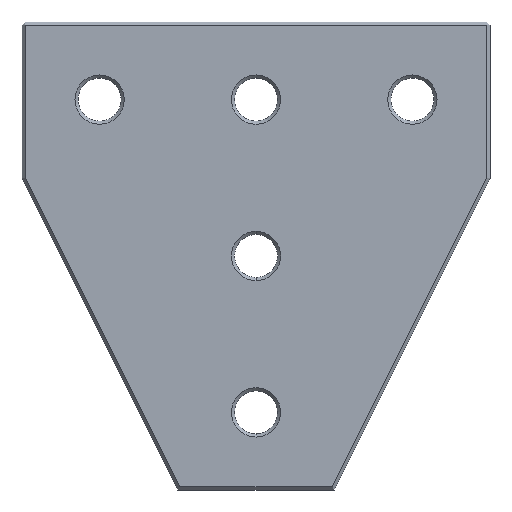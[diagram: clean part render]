
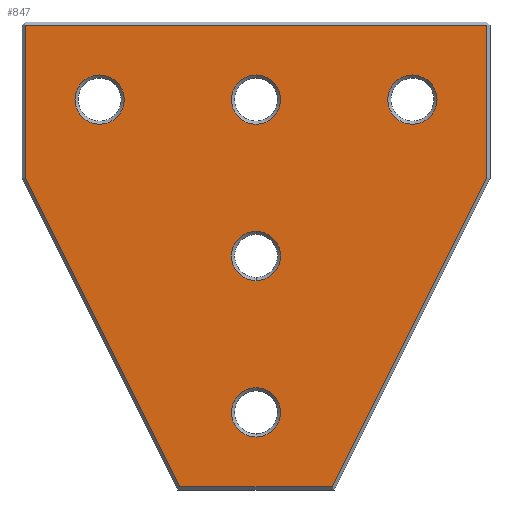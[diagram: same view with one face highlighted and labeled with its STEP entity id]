
A CAD part, front view. The second image highlights one B-rep face of the part: STEP entity #847.
In plain terms, the highlighted planar face has unit normal (0, -1, 0).
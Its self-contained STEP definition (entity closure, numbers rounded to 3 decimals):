
#3 = DIRECTION ( 'NONE',  ( 0., 0., 1. ) ) ;
#19 = EDGE_LOOP ( 'NONE', ( #1270, #282 ) ) ;
#32 = EDGE_CURVE ( 'NONE', #131, #335, #1234, .T. ) ;
#34 = CARTESIAN_POINT ( 'NONE',  ( 0., 0., 21.4 ) ) ;
#42 = AXIS2_PLACEMENT_3D ( 'NONE', #1574, #120, #3 ) ;
#51 = DIRECTION ( 'NONE',  ( 0., 0., 1. ) ) ;
#54 = VERTEX_POINT ( 'NONE', #545 ) ;
#88 = VERTEX_POINT ( 'NONE', #1547 ) ;
#92 = CARTESIAN_POINT ( 'NONE',  ( 25.4, 0., 25.4 ) ) ;
#97 = PLANE ( 'NONE',  #1177 ) ;
#104 = CARTESIAN_POINT ( 'NONE',  ( 37.5, 0., 38. ) ) ;
#112 = DIRECTION ( 'NONE',  ( 0., 0., 1. ) ) ;
#114 = VECTOR ( 'NONE', #1211, 1000. ) ;
#120 = DIRECTION ( 'NONE',  ( 0., 1., 0. ) ) ;
#123 = DIRECTION ( 'NONE',  ( 0., 1., 0. ) ) ;
#129 = VERTEX_POINT ( 'NONE', #1101 ) ;
#131 = VERTEX_POINT ( 'NONE', #211 ) ;
#132 = LINE ( 'NONE', #104, #241 ) ;
#136 = VERTEX_POINT ( 'NONE', #824 ) ;
#146 = CARTESIAN_POINT ( 'NONE',  ( -37.5, 0., 38. ) ) ;
#148 = EDGE_CURVE ( 'NONE', #136, #771, #846, .T. ) ;
#158 = VERTEX_POINT ( 'NONE', #1219 ) ;
#175 = CARTESIAN_POINT ( 'NONE',  ( 0., 0., 0. ) ) ;
#196 = DIRECTION ( 'NONE',  ( 0., 0., 1. ) ) ;
#202 = VERTEX_POINT ( 'NONE', #1573 ) ;
#211 = CARTESIAN_POINT ( 'NONE',  ( 0., 0., 29.4 ) ) ;
#223 = CARTESIAN_POINT ( 'NONE',  ( 0., 0., 25.4 ) ) ;
#241 = VECTOR ( 'NONE', #613, 1000. ) ;
#243 = EDGE_CURVE ( 'NONE', #408, #1059, #1201, .T. ) ;
#259 = ORIENTED_EDGE ( 'NONE', *, *, #32, .T. ) ;
#261 = CARTESIAN_POINT ( 'NONE',  ( 25.4, 0., 29.4 ) ) ;
#270 = DIRECTION ( 'NONE',  ( 0., 0., 1. ) ) ;
#274 = ORIENTED_EDGE ( 'NONE', *, *, #748, .T. ) ;
#277 = EDGE_CURVE ( 'NONE', #158, #638, #616, .T. ) ;
#282 = ORIENTED_EDGE ( 'NONE', *, *, #1195, .T. ) ;
#334 = DIRECTION ( 'NONE',  ( 0., 1., 0. ) ) ;
#335 = VERTEX_POINT ( 'NONE', #34 ) ;
#348 = CIRCLE ( 'NONE', #42, 4. ) ;
#349 = CARTESIAN_POINT ( 'NONE',  ( 0., 0., -25.4 ) ) ;
#352 = EDGE_CURVE ( 'NONE', #54, #158, #1140, .T. ) ;
#365 = DIRECTION ( 'NONE',  ( 0., 1., 0. ) ) ;
#382 = AXIS2_PLACEMENT_3D ( 'NONE', #1524, #447, #196 ) ;
#405 = EDGE_LOOP ( 'NONE', ( #759, #1492 ) ) ;
#408 = VERTEX_POINT ( 'NONE', #1205 ) ;
#442 = CARTESIAN_POINT ( 'NONE',  ( 50.7, 0., 38. ) ) ;
#447 = DIRECTION ( 'NONE',  ( 0., 1., 0. ) ) ;
#462 = EDGE_CURVE ( 'NONE', #1059, #408, #1097, .T. ) ;
#484 = CARTESIAN_POINT ( 'NONE',  ( -25.4, 0., 25.4 ) ) ;
#502 = CIRCLE ( 'NONE', #1204, 4. ) ;
#503 = LINE ( 'NONE', #996, #1460 ) ;
#513 = EDGE_CURVE ( 'NONE', #638, #882, #1514, .T. ) ;
#522 = DIRECTION ( 'NONE',  ( 0., 0., -1. ) ) ;
#524 = ORIENTED_EDGE ( 'NONE', *, *, #1077, .T. ) ;
#544 = EDGE_CURVE ( 'NONE', #335, #131, #579, .T. ) ;
#545 = CARTESIAN_POINT ( 'NONE',  ( 37.5, 0., 37.5 ) ) ;
#553 = FACE_OUTER_BOUND ( 'NONE', #856, .T. ) ;
#579 = CIRCLE ( 'NONE', #1531, 4. ) ;
#580 = CIRCLE ( 'NONE', #711, 4. ) ;
#583 = DIRECTION ( 'NONE',  ( 0., 0., 1. ) ) ;
#593 = CARTESIAN_POINT ( 'NONE',  ( -37.5, 0., 12.718 ) ) ;
#598 = LINE ( 'NONE', #1090, #114 ) ;
#611 = CARTESIAN_POINT ( 'NONE',  ( 0., 0., 0. ) ) ;
#613 = DIRECTION ( 'NONE',  ( 0., 0., 1. ) ) ;
#616 = LINE ( 'NONE', #146, #788 ) ;
#628 = AXIS2_PLACEMENT_3D ( 'NONE', #1083, #334, #51 ) ;
#631 = CIRCLE ( 'NONE', #838, 4. ) ;
#638 = VERTEX_POINT ( 'NONE', #593 ) ;
#643 = CARTESIAN_POINT ( 'NONE',  ( 0., 0., -29.4 ) ) ;
#659 = FACE_BOUND ( 'NONE', #866, .T. ) ;
#674 = DIRECTION ( 'NONE',  ( 0., 1., 0. ) ) ;
#692 = EDGE_LOOP ( 'NONE', ( #1158, #274 ) ) ;
#702 = DIRECTION ( 'NONE',  ( 0., 1., 0. ) ) ;
#711 = AXIS2_PLACEMENT_3D ( 'NONE', #1485, #1259, #1144 ) ;
#748 = EDGE_CURVE ( 'NONE', #202, #1172, #631, .T. ) ;
#750 = VERTEX_POINT ( 'NONE', #643 ) ;
#759 = ORIENTED_EDGE ( 'NONE', *, *, #1425, .T. ) ;
#771 = VERTEX_POINT ( 'NONE', #261 ) ;
#772 = DIRECTION ( 'NONE',  ( 1., 0., 0. ) ) ;
#780 = CARTESIAN_POINT ( 'NONE',  ( 0., 0., -4. ) ) ;
#783 = DIRECTION ( 'NONE',  ( 0.447, 0., -0.894 ) ) ;
#788 = VECTOR ( 'NONE', #522, 1000. ) ;
#812 = VECTOR ( 'NONE', #1488, 1000. ) ;
#824 = CARTESIAN_POINT ( 'NONE',  ( 25.4, 0., 21.4 ) ) ;
#838 = AXIS2_PLACEMENT_3D ( 'NONE', #175, #912, #270 ) ;
#846 = CIRCLE ( 'NONE', #999, 4. ) ;
#847 = ADVANCED_FACE ( 'NONE', ( #659, #903, #1400, #1154, #877, #553 ), #97, .F. ) ;
#856 = EDGE_LOOP ( 'NONE', ( #1248, #1431, #1530, #1060, #1143, #524 ) ) ;
#866 = EDGE_LOOP ( 'NONE', ( #1509, #957 ) ) ;
#877 = FACE_BOUND ( 'NONE', #946, .T. ) ;
#879 = CARTESIAN_POINT ( 'NONE',  ( 50.7, 0., 37.5 ) ) ;
#882 = VERTEX_POINT ( 'NONE', #1447 ) ;
#903 = FACE_BOUND ( 'NONE', #692, .T. ) ;
#912 = DIRECTION ( 'NONE',  ( 0., 1., 0. ) ) ;
#933 = VERTEX_POINT ( 'NONE', #1430 ) ;
#946 = EDGE_LOOP ( 'NONE', ( #1197, #259 ) ) ;
#957 = ORIENTED_EDGE ( 'NONE', *, *, #243, .T. ) ;
#963 = AXIS2_PLACEMENT_3D ( 'NONE', #484, #974, #1345 ) ;
#974 = DIRECTION ( 'NONE',  ( 0., 1., 0. ) ) ;
#996 = CARTESIAN_POINT ( 'NONE',  ( 50.7, 0., -37.5 ) ) ;
#999 = AXIS2_PLACEMENT_3D ( 'NONE', #92, #702, #583 ) ;
#1049 = EDGE_CURVE ( 'NONE', #129, #750, #502, .T. ) ;
#1050 = AXIS2_PLACEMENT_3D ( 'NONE', #611, #1220, #112 ) ;
#1059 = VERTEX_POINT ( 'NONE', #1348 ) ;
#1060 = ORIENTED_EDGE ( 'NONE', *, *, #1266, .T. ) ;
#1072 = VECTOR ( 'NONE', #783, 1000. ) ;
#1077 = EDGE_CURVE ( 'NONE', #88, #54, #132, .T. ) ;
#1083 = CARTESIAN_POINT ( 'NONE',  ( -25.4, 0., 25.4 ) ) ;
#1090 = CARTESIAN_POINT ( 'NONE',  ( 50.253, 0., 38.224 ) ) ;
#1097 = CIRCLE ( 'NONE', #628, 4. ) ;
#1101 = CARTESIAN_POINT ( 'NONE',  ( 0., 0., -21.4 ) ) ;
#1106 = EDGE_CURVE ( 'NONE', #933, #88, #598, .T. ) ;
#1140 = LINE ( 'NONE', #879, #812 ) ;
#1143 = ORIENTED_EDGE ( 'NONE', *, *, #1106, .T. ) ;
#1144 = DIRECTION ( 'NONE',  ( 0., 0., 1. ) ) ;
#1154 = FACE_BOUND ( 'NONE', #19, .T. ) ;
#1158 = ORIENTED_EDGE ( 'NONE', *, *, #1433, .T. ) ;
#1172 = VERTEX_POINT ( 'NONE', #780 ) ;
#1177 = AXIS2_PLACEMENT_3D ( 'NONE', #442, #674, #1310 ) ;
#1179 = CIRCLE ( 'NONE', #1050, 4. ) ;
#1187 = CARTESIAN_POINT ( 'NONE',  ( -29.973, 0., -2.336 ) ) ;
#1195 = EDGE_CURVE ( 'NONE', #771, #136, #580, .T. ) ;
#1197 = ORIENTED_EDGE ( 'NONE', *, *, #544, .T. ) ;
#1201 = CIRCLE ( 'NONE', #963, 4. ) ;
#1204 = AXIS2_PLACEMENT_3D ( 'NONE', #349, #123, #1333 ) ;
#1205 = CARTESIAN_POINT ( 'NONE',  ( -25.4, 0., 29.4 ) ) ;
#1211 = DIRECTION ( 'NONE',  ( 0.447, 0., 0.894 ) ) ;
#1218 = DIRECTION ( 'NONE',  ( 0., 0., 1. ) ) ;
#1219 = CARTESIAN_POINT ( 'NONE',  ( -37.5, 0., 37.5 ) ) ;
#1220 = DIRECTION ( 'NONE',  ( 0., 1., 0. ) ) ;
#1234 = CIRCLE ( 'NONE', #382, 4. ) ;
#1248 = ORIENTED_EDGE ( 'NONE', *, *, #352, .T. ) ;
#1259 = DIRECTION ( 'NONE',  ( 0., 1., 0. ) ) ;
#1266 = EDGE_CURVE ( 'NONE', #882, #933, #503, .T. ) ;
#1270 = ORIENTED_EDGE ( 'NONE', *, *, #148, .T. ) ;
#1310 = DIRECTION ( 'NONE',  ( 1., 0., 0. ) ) ;
#1333 = DIRECTION ( 'NONE',  ( 0., 0., 1. ) ) ;
#1345 = DIRECTION ( 'NONE',  ( 0., 0., 1. ) ) ;
#1348 = CARTESIAN_POINT ( 'NONE',  ( -25.4, 0., 21.4 ) ) ;
#1400 = FACE_BOUND ( 'NONE', #405, .T. ) ;
#1425 = EDGE_CURVE ( 'NONE', #750, #129, #348, .T. ) ;
#1430 = CARTESIAN_POINT ( 'NONE',  ( 12.391, 0., -37.5 ) ) ;
#1431 = ORIENTED_EDGE ( 'NONE', *, *, #277, .T. ) ;
#1433 = EDGE_CURVE ( 'NONE', #1172, #202, #1179, .T. ) ;
#1447 = CARTESIAN_POINT ( 'NONE',  ( -12.391, 0., -37.5 ) ) ;
#1460 = VECTOR ( 'NONE', #772, 1000. ) ;
#1485 = CARTESIAN_POINT ( 'NONE',  ( 25.4, 0., 25.4 ) ) ;
#1488 = DIRECTION ( 'NONE',  ( -1., 0., 0. ) ) ;
#1492 = ORIENTED_EDGE ( 'NONE', *, *, #1049, .T. ) ;
#1509 = ORIENTED_EDGE ( 'NONE', *, *, #462, .T. ) ;
#1514 = LINE ( 'NONE', #1187, #1072 ) ;
#1524 = CARTESIAN_POINT ( 'NONE',  ( 0., 0., 25.4 ) ) ;
#1530 = ORIENTED_EDGE ( 'NONE', *, *, #513, .T. ) ;
#1531 = AXIS2_PLACEMENT_3D ( 'NONE', #223, #365, #1218 ) ;
#1547 = CARTESIAN_POINT ( 'NONE',  ( 37.5, 0., 12.718 ) ) ;
#1573 = CARTESIAN_POINT ( 'NONE',  ( 0., 0., 4. ) ) ;
#1574 = CARTESIAN_POINT ( 'NONE',  ( 0., 0., -25.4 ) ) ;
